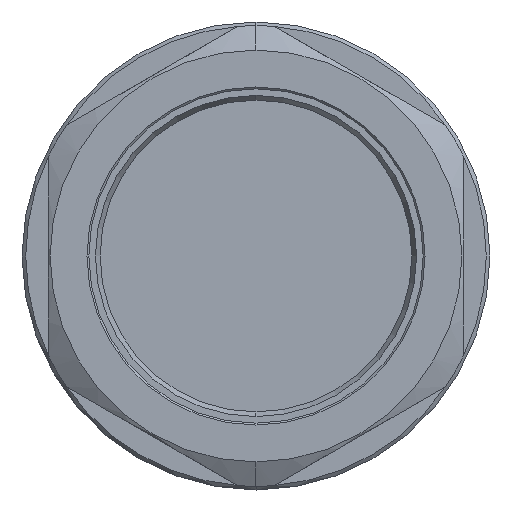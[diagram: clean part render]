
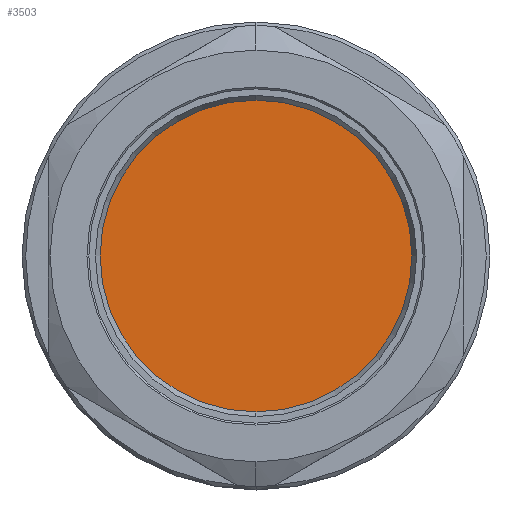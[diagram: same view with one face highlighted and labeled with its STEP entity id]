
A CAD part, left-side view. The second image highlights one B-rep face of the part: STEP entity #3503.
In plain terms, the highlighted planar face has unit normal (-1, 0, 0).
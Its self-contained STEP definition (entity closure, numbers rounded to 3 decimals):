
#453 = CARTESIAN_POINT ( 'NONE',  ( 1.395, 0., -8.325 ) ) ;
#1137 = CARTESIAN_POINT ( 'NONE',  ( 1.395, 0., 0. ) ) ;
#1193 = CIRCLE ( 'NONE', #2571, 8.325 ) ;
#1523 = EDGE_CURVE ( 'NONE', #3821, #3430, #1193, .T. ) ;
#1581 = DIRECTION ( 'NONE',  ( 0., 0., 1. ) ) ;
#2300 = PLANE ( 'NONE',  #3999 ) ;
#2545 = DIRECTION ( 'NONE',  ( 1., 0., 0. ) ) ;
#2571 = AXIS2_PLACEMENT_3D ( 'NONE', #5493, #3557, #4018 ) ;
#2590 = CIRCLE ( 'NONE', #3634, 8.325 ) ;
#2776 = ORIENTED_EDGE ( 'NONE', *, *, #5290, .F. ) ;
#2824 = FACE_OUTER_BOUND ( 'NONE', #6176, .T. ) ;
#3430 = VERTEX_POINT ( 'NONE', #453 ) ;
#3503 = ADVANCED_FACE ( 'NONE', ( #2824 ), #2300, .T. ) ;
#3557 = DIRECTION ( 'NONE',  ( 1., 0., 0. ) ) ;
#3634 = AXIS2_PLACEMENT_3D ( 'NONE', #1137, #2545, #1581 ) ;
#3806 = CARTESIAN_POINT ( 'NONE',  ( 1.395, 0., 0. ) ) ;
#3821 = VERTEX_POINT ( 'NONE', #6049 ) ;
#3999 = AXIS2_PLACEMENT_3D ( 'NONE', #3806, #4727, #5209 ) ;
#4018 = DIRECTION ( 'NONE',  ( 0., 0., 1. ) ) ;
#4727 = DIRECTION ( 'NONE',  ( -1., 0., 0. ) ) ;
#4865 = ORIENTED_EDGE ( 'NONE', *, *, #1523, .F. ) ;
#5209 = DIRECTION ( 'NONE',  ( 0., 0., 1. ) ) ;
#5290 = EDGE_CURVE ( 'NONE', #3430, #3821, #2590, .T. ) ;
#5493 = CARTESIAN_POINT ( 'NONE',  ( 1.395, 0., 0. ) ) ;
#6049 = CARTESIAN_POINT ( 'NONE',  ( 1.395, 0., 8.325 ) ) ;
#6176 = EDGE_LOOP ( 'NONE', ( #4865, #2776 ) ) ;
